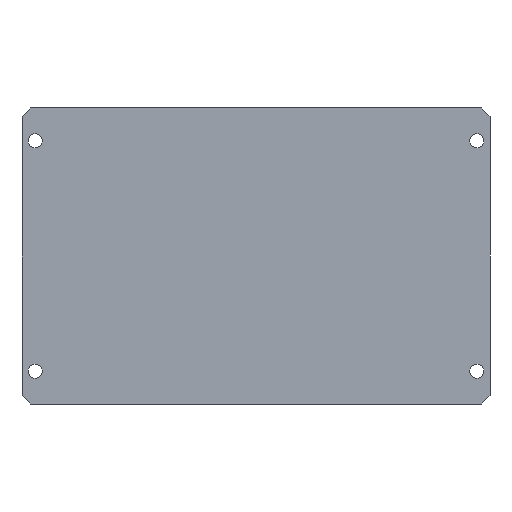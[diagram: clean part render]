
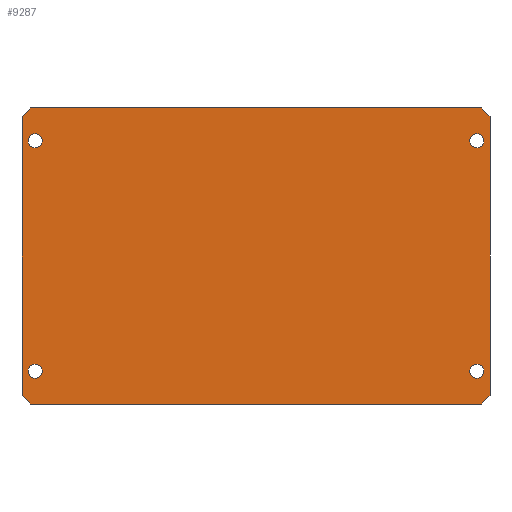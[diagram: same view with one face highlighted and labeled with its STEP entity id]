
A CAD part, front view. The second image highlights one B-rep face of the part: STEP entity #9287.
In plain terms, the highlighted planar face has unit normal (0, -1, 0).
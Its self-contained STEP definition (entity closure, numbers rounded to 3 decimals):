
#9287=ADVANCED_FACE('',(#16807,#16809,#16811,#16813,#16815),#16817,.F.);
#16807=FACE_BOUND('',#16808,.T.);
#16808=EDGE_LOOP('',(#22979,#22980,#22981,#22982,#22983,#22984,#22985,#22986));
#16809=FACE_BOUND('',#16810,.T.);
#16810=EDGE_LOOP('',(#22987));
#16811=FACE_BOUND('',#16812,.T.);
#16812=EDGE_LOOP('',(#22988));
#16813=FACE_BOUND('',#16814,.T.);
#16814=EDGE_LOOP('',(#22989));
#16815=FACE_BOUND('',#16816,.T.);
#16816=EDGE_LOOP('',(#22990));
#16817=PLANE('',#16818);
#16818=AXIS2_PLACEMENT_3D('',#16819,#16820,#16821);
#16819=CARTESIAN_POINT('',(0.,0.,0.));
#16820=DIRECTION('',(-0.,1.,0.));
#16821=DIRECTION('',(1.,0.,0.));
#22979=ORIENTED_EDGE('',*,*,#26046,.F.);
#22980=ORIENTED_EDGE('',*,*,#26047,.F.);
#22981=ORIENTED_EDGE('',*,*,#26048,.F.);
#22982=ORIENTED_EDGE('',*,*,#26014,.F.);
#22983=ORIENTED_EDGE('',*,*,#26044,.F.);
#22984=ORIENTED_EDGE('',*,*,#26049,.F.);
#22985=ORIENTED_EDGE('',*,*,#26050,.F.);
#22986=ORIENTED_EDGE('',*,*,#26023,.F.);
#22987=ORIENTED_EDGE('',*,*,#26051,.T.);
#22988=ORIENTED_EDGE('',*,*,#26052,.T.);
#22989=ORIENTED_EDGE('',*,*,#26053,.T.);
#22990=ORIENTED_EDGE('',*,*,#26054,.T.);
#26014=EDGE_CURVE('',#31013,#31016,#31017,.T.);
#26023=EDGE_CURVE('',#31029,#31032,#31033,.T.);
#26044=EDGE_CURVE('',#31069,#31013,#31072,.F.);
#26046=EDGE_CURVE('',#31074,#31029,#31075,.F.);
#26047=EDGE_CURVE('',#31076,#31074,#31077,.T.);
#26048=EDGE_CURVE('',#31016,#31076,#31078,.F.);
#26049=EDGE_CURVE('',#31079,#31069,#31080,.T.);
#26050=EDGE_CURVE('',#31032,#31079,#31081,.F.);
#26051=EDGE_CURVE('',#31082,#31082,#31083,.T.);
#26052=EDGE_CURVE('',#31084,#31084,#31085,.T.);
#26053=EDGE_CURVE('',#31086,#31086,#31087,.T.);
#26054=EDGE_CURVE('',#31088,#31088,#31089,.T.);
#31013=VERTEX_POINT('',#42843);
#31016=VERTEX_POINT('',#42848);
#31017=LINE('',#42849,#42850);
#31029=VERTEX_POINT('',#42877);
#31032=VERTEX_POINT('',#42882);
#31033=LINE('',#42883,#42884);
#31069=VERTEX_POINT('',#42973);
#31072=LINE('',#42978,#42979);
#31074=VERTEX_POINT('',#42984);
#31075=LINE('',#42985,#42986);
#31076=VERTEX_POINT('',#42988);
#31077=LINE('',#42989,#42990);
#31078=LINE('',#42992,#42993);
#31079=VERTEX_POINT('',#42995);
#31080=LINE('',#42996,#42997);
#31081=LINE('',#42999,#43000);
#31082=VERTEX_POINT('',#43002);
#31083=CIRCLE('',#43003,1.6);
#31084=VERTEX_POINT('',#43007);
#31085=CIRCLE('',#43008,1.6);
#31086=VERTEX_POINT('',#43012);
#31087=CIRCLE('',#43013,1.6);
#31088=VERTEX_POINT('',#43017);
#31089=CIRCLE('',#43018,1.6);
#42843=CARTESIAN_POINT('',(2.,0.,0.));
#42848=CARTESIAN_POINT('',(105.,0.,0.));
#42849=CARTESIAN_POINT('',(2.,0.,0.));
#42850=VECTOR('',#42851,1.);
#42851=DIRECTION('',(1.,0.,0.));
#42877=CARTESIAN_POINT('',(105.,0.,-67.7));
#42882=CARTESIAN_POINT('',(2.,0.,-67.7));
#42883=CARTESIAN_POINT('',(105.,0.,-67.7));
#42884=VECTOR('',#42885,1.);
#42885=DIRECTION('',(-1.,0.,0.));
#42973=CARTESIAN_POINT('',(0.,0.,-2.));
#42978=CARTESIAN_POINT('',(2.,0.,0.));
#42979=VECTOR('',#42980,1.);
#42980=DIRECTION('',(-0.707,0.,-0.707));
#42984=CARTESIAN_POINT('',(107.,0.,-65.7));
#42985=CARTESIAN_POINT('',(105.,0.,-67.7));
#42986=VECTOR('',#42987,1.);
#42987=DIRECTION('',(0.707,0.,0.707));
#42988=CARTESIAN_POINT('',(107.,0.,-2.));
#42989=CARTESIAN_POINT('',(107.,0.,-2.));
#42990=VECTOR('',#42991,1.);
#42991=DIRECTION('',(0.,0.,-1.));
#42992=CARTESIAN_POINT('',(107.,0.,-2.));
#42993=VECTOR('',#42994,1.);
#42994=DIRECTION('',(-0.707,0.,0.707));
#42995=CARTESIAN_POINT('',(0.,0.,-65.7));
#42996=CARTESIAN_POINT('',(0.,0.,-65.7));
#42997=VECTOR('',#42998,1.);
#42998=DIRECTION('',(0.,0.,1.));
#42999=CARTESIAN_POINT('',(0.,0.,-65.7));
#43000=VECTOR('',#43001,1.);
#43001=DIRECTION('',(0.707,0.,-0.707));
#43002=CARTESIAN_POINT('',(4.6,0.,-60.2));
#43003=AXIS2_PLACEMENT_3D('',#43004,#43005,#43006);
#43004=CARTESIAN_POINT('',(3.,0.,-60.2));
#43005=DIRECTION('',(-0.,1.,0.));
#43006=DIRECTION('',(1.,0.,0.));
#43007=CARTESIAN_POINT('',(4.6,0.,-7.5));
#43008=AXIS2_PLACEMENT_3D('',#43009,#43010,#43011);
#43009=CARTESIAN_POINT('',(3.,0.,-7.5));
#43010=DIRECTION('',(-0.,1.,0.));
#43011=DIRECTION('',(1.,0.,0.));
#43012=CARTESIAN_POINT('',(105.6,0.,-60.2));
#43013=AXIS2_PLACEMENT_3D('',#43014,#43015,#43016);
#43014=CARTESIAN_POINT('',(104.,0.,-60.2));
#43015=DIRECTION('',(-0.,1.,0.));
#43016=DIRECTION('',(1.,0.,0.));
#43017=CARTESIAN_POINT('',(105.6,0.,-7.5));
#43018=AXIS2_PLACEMENT_3D('',#43019,#43020,#43021);
#43019=CARTESIAN_POINT('',(104.,0.,-7.5));
#43020=DIRECTION('',(-0.,1.,0.));
#43021=DIRECTION('',(1.,0.,0.));
